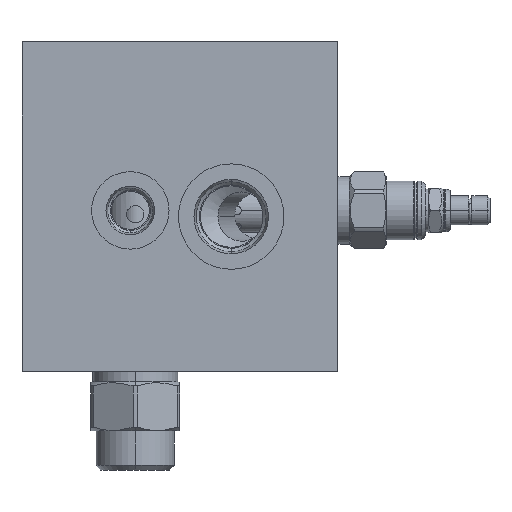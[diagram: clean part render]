
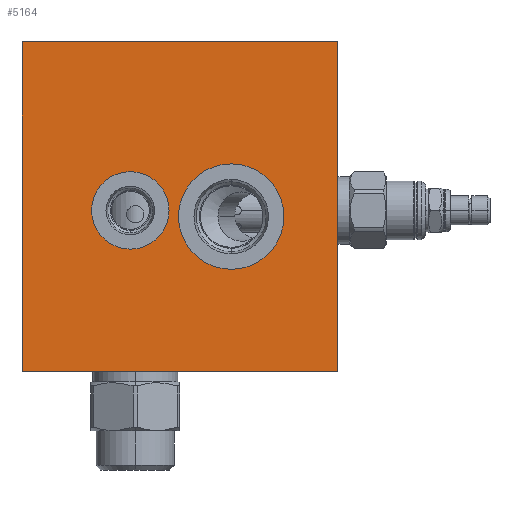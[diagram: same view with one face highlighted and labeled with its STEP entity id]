
A CAD part, left-side view. The second image highlights one B-rep face of the part: STEP entity #5164.
In plain terms, the highlighted planar face has unit normal (-1, 0, 0).
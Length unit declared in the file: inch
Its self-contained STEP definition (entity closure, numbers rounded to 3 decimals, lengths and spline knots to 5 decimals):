
#41=DIRECTION('',(0.,-1.,0.));
#42=VECTOR('',#41,4.);
#43=CARTESIAN_POINT('',(0.,0.,0.));
#44=LINE('',#43,#42);
#79=DIRECTION('',(0.,0.,1.));
#80=VECTOR('',#79,4.188);
#81=CARTESIAN_POINT('',(0.,-4.,0.));
#82=LINE('',#81,#80);
#2355=DIRECTION('',(0.,0.,1.));
#2356=VECTOR('',#2355,4.188);
#2357=CARTESIAN_POINT('',(0.,0.,0.));
#2358=LINE('',#2357,#2356);
#2359=CARTESIAN_POINT('',(0.,-2.656,1.969));
#2360=DIRECTION('',(1.,0.,0.));
#2361=DIRECTION('',(0.,0.,-1.));
#2362=AXIS2_PLACEMENT_3D('',#2359,#2360,#2361);
#2364=CARTESIAN_POINT('',(0.,-2.656,1.969));
#2365=DIRECTION('',(1.,0.,0.));
#2366=DIRECTION('',(0.,0.,1.));
#2367=AXIS2_PLACEMENT_3D('',#2364,#2365,#2366);
#2369=CARTESIAN_POINT('',(0.,-1.375,2.047));
#2370=DIRECTION('',(1.,0.,0.));
#2371=DIRECTION('',(0.,0.,-1.));
#2372=AXIS2_PLACEMENT_3D('',#2369,#2370,#2371);
#2374=CARTESIAN_POINT('',(0.,-1.375,2.047));
#2375=DIRECTION('',(1.,0.,0.));
#2376=DIRECTION('',(0.,0.,1.));
#2377=AXIS2_PLACEMENT_3D('',#2374,#2375,#2376);
#2379=DIRECTION('',(0.,-1.,0.));
#2380=VECTOR('',#2379,4.);
#2381=CARTESIAN_POINT('',(0.,0.,4.188));
#2382=LINE('',#2381,#2380);
#2730=CARTESIAN_POINT('',(0.,0.,0.));
#2731=CARTESIAN_POINT('',(0.,-4.,0.));
#2732=VERTEX_POINT('',#2730);
#2733=VERTEX_POINT('',#2731);
#2738=CARTESIAN_POINT('',(0.,0.,4.188));
#2739=CARTESIAN_POINT('',(0.,-4.,4.188));
#2740=VERTEX_POINT('',#2738);
#2741=VERTEX_POINT('',#2739);
#2816=CARTESIAN_POINT('',(0.,-2.656,1.2995));
#2818=VERTEX_POINT('',#2816);
#2820=CARTESIAN_POINT('',(0.,-2.656,2.6385));
#2822=VERTEX_POINT('',#2820);
#2848=CARTESIAN_POINT('',(0.,-1.375,1.555));
#2850=VERTEX_POINT('',#2848);
#2852=CARTESIAN_POINT('',(0.,-1.375,2.539));
#2854=VERTEX_POINT('',#2852);
#5142=CARTESIAN_POINT('',(0.,0.,0.));
#5143=DIRECTION('',(-1.,0.,0.));
#5144=DIRECTION('',(0.,-1.,0.));
#5145=AXIS2_PLACEMENT_3D('',#5142,#5143,#5144);
#5146=PLANE('',#5145);
#5147=ORIENTED_EDGE('',*,*,#3173,.F.);
#5148=ORIENTED_EDGE('',*,*,#3653,.T.);
#5150=ORIENTED_EDGE('',*,*,#5149,.T.);
#5151=ORIENTED_EDGE('',*,*,#3207,.F.);
#5152=EDGE_LOOP('',(#5147,#5148,#5150,#5151));
#5153=FACE_OUTER_BOUND('',#5152,.F.);
#5154=ORIENTED_EDGE('',*,*,#5135,.F.);
#5155=ORIENTED_EDGE('',*,*,#5124,.F.);
#5156=EDGE_LOOP('',(#5154,#5155));
#5157=FACE_BOUND('',#5156,.F.);
#5159=ORIENTED_EDGE('',*,*,#5158,.F.);
#5161=ORIENTED_EDGE('',*,*,#5160,.F.);
#5162=EDGE_LOOP('',(#5159,#5161));
#5163=FACE_BOUND('',#5162,.F.);
#5164=ADVANCED_FACE('',(#5153,#5157,#5163),#5146,.T.);
#2363=CIRCLE('',#2362,0.6695);
#2368=CIRCLE('',#2367,0.6695);
#2373=CIRCLE('',#2372,0.492);
#2378=CIRCLE('',#2377,0.492);
#3173=EDGE_CURVE('',#2732,#2733,#44,.T.);
#3207=EDGE_CURVE('',#2733,#2741,#82,.T.);
#3653=EDGE_CURVE('',#2732,#2740,#2358,.T.);
#5124=EDGE_CURVE('',#2822,#2818,#2368,.T.);
#5135=EDGE_CURVE('',#2818,#2822,#2363,.T.);
#5149=EDGE_CURVE('',#2740,#2741,#2382,.T.);
#5158=EDGE_CURVE('',#2850,#2854,#2373,.T.);
#5160=EDGE_CURVE('',#2854,#2850,#2378,.T.);
